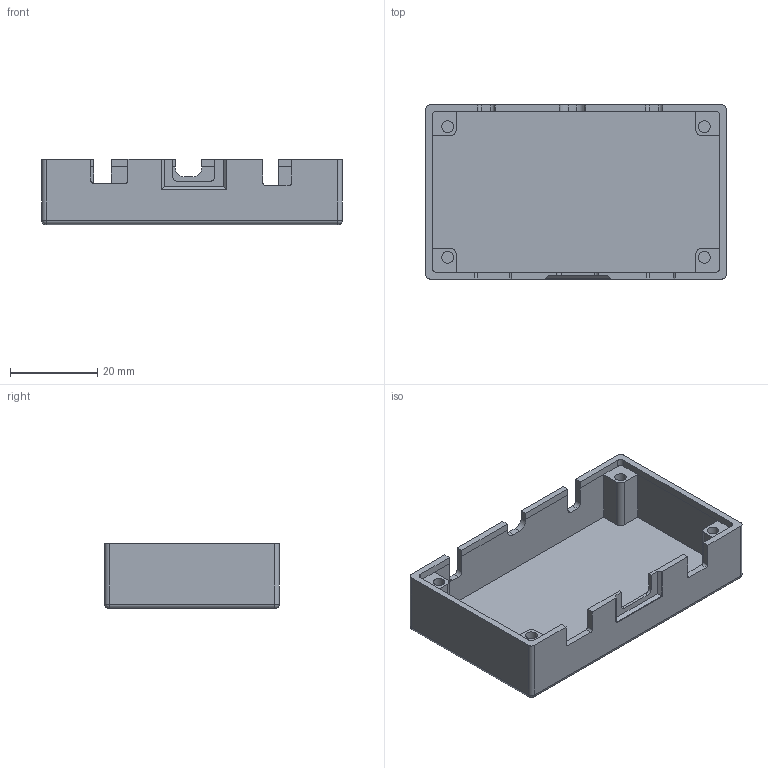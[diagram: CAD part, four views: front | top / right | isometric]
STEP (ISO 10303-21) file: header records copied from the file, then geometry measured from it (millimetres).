
FILE_DESCRIPTION(('FreeCAD Model'),'2;1');
FILE_NAME('Open CASCADE Shape Model','2026-02-24T17:18:20',('Author'),( ''),'Open CASCADE STEP processor 7.8','FreeCAD','Unknown');
FILE_SCHEMA(('AUTOMOTIVE_DESIGN { 1 0 10303 214 1 1 1 1 }'));
Length unit declared in the file: millimetre
Products named in the file (2): Base; BaseBody
Assembly tree (1 placements, depth 2):
  Base
    BaseBody
Bounding box: 69 x 40 x 15 mm (x, y, z)
Volume: 8808.1 mm3; surface area: 11367.1 mm2
Topology: 1 solids, 1 shells, 103 faces, 273 edges, 172 vertices
Faces by surface type: plane 67, cylinder 32, sphere 4
Full cylindrical faces by diameter (mm): 2.7 x4
Entity records: 3171 total; most frequent: CARTESIAN_POINT 546, DIRECTION 543, ORIENTED_EDGE 538, EDGE_CURVE 269, LINE 205, VECTOR 205, VERTEX_POINT 172, AXIS2_PLACEMENT_3D 169
